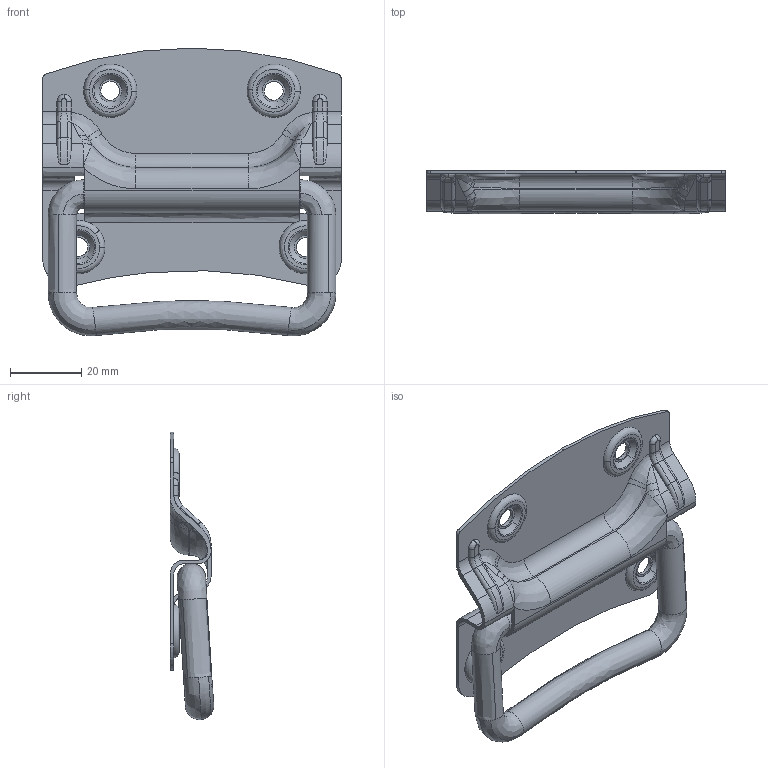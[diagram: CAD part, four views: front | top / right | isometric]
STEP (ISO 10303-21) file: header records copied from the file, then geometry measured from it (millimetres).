
FILE_DESCRIPTION((''),'2;1');
FILE_NAME('','2006-01-17T11:48:22',(''),(''),'','CADfix','');
FILE_SCHEMA(('AUTOMOTIVE_DESIGN'));
Length unit declared in the file: millimetre
Products named in the file (3): grip; base; THA_9_2_1_3431_36
Assembly tree (2 placements, depth 2):
  THA_9_2_1_3431_36
    grip
    base
Bounding box: 84 x 12.23 x 80.98 mm (x, y, z)
Volume: 14593.3 mm3; surface area: 17504.6 mm2
Topology: 2 solids, 2 shells, 260 faces, 843 edges, 587 vertices
Faces by surface type: bspline 260
Entity records: 21008 total; most frequent: CARTESIAN_POINT 16111, ORIENTED_EDGE 1678, EDGE_CURVE 839, B_SPLINE_CURVE_WITH_KNOTS 596, VERTEX_POINT 587, EDGE_LOOP 276, FACE_OUTER_BOUND 260, ADVANCED_FACE 260
